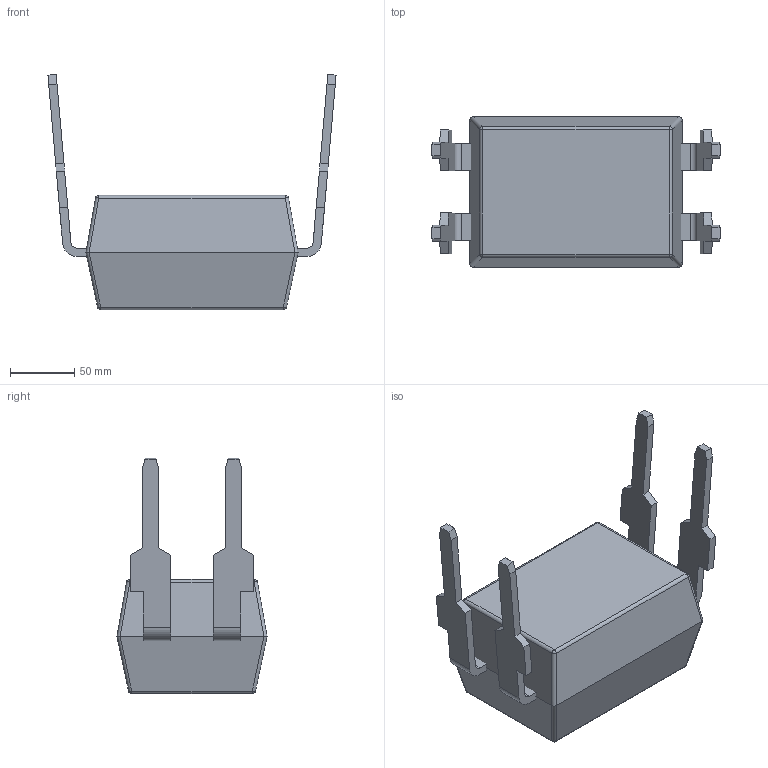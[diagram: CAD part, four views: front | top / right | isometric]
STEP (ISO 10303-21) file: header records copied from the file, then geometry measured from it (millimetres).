
FILE_DESCRIPTION((''),'2;1');
FILE_NAME('DIP4_ASM','2023-05-06T',('Administrator'),(''),'PRO/ENGINEER BY PARAMETRIC TECHNOLOGY CORPORATION, 2014200','PRO/ENGINEER BY PARAMETRIC TECHNOLOGY CORPORATION, 2014200','');
FILE_SCHEMA(('CONFIG_CONTROL_DESIGN'));
Length unit declared in the file: inch
Products named in the file (3): DIP4LJ; DIO4LT; DIP4_ASM
Assembly tree (2 placements, depth 2):
  DIP4_ASM
    DIP4LJ
    DIO4LT
Bounding box: 224.17 x 116.84 x 183.01 mm (x, y, z)
Volume: 1626385.9 mm3; surface area: 126646.6 mm2
Topology: 3 solids, 3 shells, 101 faces, 250 edges, 156 vertices
Faces by surface type: plane 67, cylinder 26, sphere 8
Entity records: 3044 total; most frequent: CARTESIAN_POINT 540, DIRECTION 502, ORIENTED_EDGE 500, EDGE_CURVE 250, VECTOR 202, LINE 202, VERTEX_POINT 156, AXIS2_PLACEMENT_3D 150
